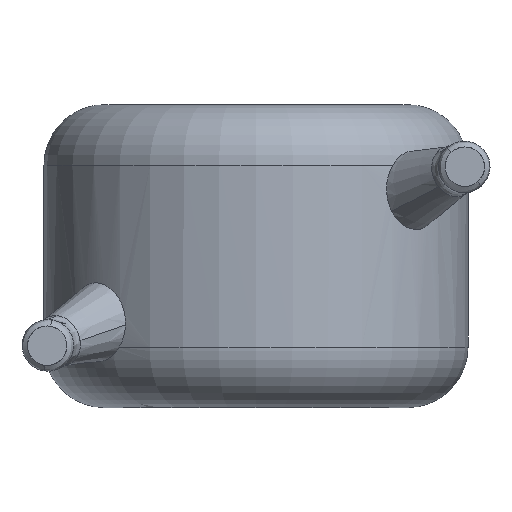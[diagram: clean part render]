
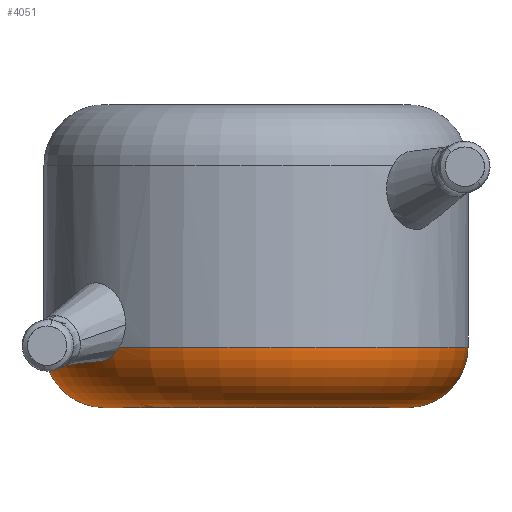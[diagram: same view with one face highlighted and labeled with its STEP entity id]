
A CAD part, front view. The second image highlights one B-rep face of the part: STEP entity #4051.
In plain terms, the highlighted toroidal (fillet/blend) face has major radius 2.5 mm and minor radius 1 mm.
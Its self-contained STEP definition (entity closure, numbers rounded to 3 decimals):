
#69 = B_SPLINE_CURVE_WITH_KNOTS ( 'NONE', 3,
 ( #1883, #2548, #3154, #1205, #602, #2863, #2824, #937, #883, #1257 ),
 .UNSPECIFIED., .F., .F.,
 ( 4, 2, 2, 2, 4 ),
 ( 0., 0., 0.001, 0.001, 0.001 ),
 .UNSPECIFIED. ) ;
#304 = DIRECTION ( 'NONE',  ( 0., -1., 0. ) ) ;
#310 = TOROIDAL_SURFACE ( 'NONE', #716, 2.5, 1. ) ;
#351 = ORIENTED_EDGE ( 'NONE', *, *, #3722, .T. ) ;
#446 = ORIENTED_EDGE ( 'NONE', *, *, #1134, .F. ) ;
#454 = CARTESIAN_POINT ( 'NONE',  ( 0., 0., 1. ) ) ;
#575 = VERTEX_POINT ( 'NONE', #3408 ) ;
#602 = CARTESIAN_POINT ( 'NONE',  ( -2.652, -2.245, 0.771 ) ) ;
#646 = VERTEX_POINT ( 'NONE', #2775 ) ;
#716 = AXIS2_PLACEMENT_3D ( 'NONE', #454, #1540, #1555 ) ;
#776 = CARTESIAN_POINT ( 'NONE',  ( -2.5, 0., 1. ) ) ;
#791 = DIRECTION ( 'NONE',  ( 0., 1., 0. ) ) ;
#804 = DIRECTION ( 'NONE',  ( 1., 0., 0. ) ) ;
#883 = CARTESIAN_POINT ( 'NONE',  ( -2.301, -2.638, 0.925 ) ) ;
#937 = CARTESIAN_POINT ( 'NONE',  ( -2.352, -2.582, 0.865 ) ) ;
#947 = AXIS2_PLACEMENT_3D ( 'NONE', #2547, #304, #1945 ) ;
#1059 = EDGE_LOOP ( 'NONE', ( #2712, #2786, #351, #446, #3036, #1474 ) ) ;
#1063 = DIRECTION ( 'NONE',  ( 0., 0., 1. ) ) ;
#1085 = DIRECTION ( 'NONE',  ( 0., 0., 1. ) ) ;
#1134 = EDGE_CURVE ( 'NONE', #646, #4006, #4030, .T. ) ;
#1205 = CARTESIAN_POINT ( 'NONE',  ( -2.715, -2.178, 0.793 ) ) ;
#1220 = CIRCLE ( 'NONE', #3384, 3.5 ) ;
#1257 = CARTESIAN_POINT ( 'NONE',  ( -2.256, -2.675, 1. ) ) ;
#1474 = ORIENTED_EDGE ( 'NONE', *, *, #3241, .F. ) ;
#1536 = CARTESIAN_POINT ( 'NONE',  ( -3.5, 0., 1. ) ) ;
#1540 = DIRECTION ( 'NONE',  ( 0., 0., 1. ) ) ;
#1555 = DIRECTION ( 'NONE',  ( 1., 0., 0. ) ) ;
#1626 = CIRCLE ( 'NONE', #2528, 2.5 ) ;
#1706 = CARTESIAN_POINT ( 'NONE',  ( 0., 0., 1. ) ) ;
#1718 = DIRECTION ( 'NONE',  ( 1., 0., 0. ) ) ;
#1756 = CARTESIAN_POINT ( 'NONE',  ( 0., 0., 1. ) ) ;
#1866 = EDGE_CURVE ( 'NONE', #2083, #646, #69, .T. ) ;
#1883 = CARTESIAN_POINT ( 'NONE',  ( -2.913, -1.941, 1. ) ) ;
#1892 = VERTEX_POINT ( 'NONE', #1536 ) ;
#1945 = DIRECTION ( 'NONE',  ( 0., 0., -1. ) ) ;
#2083 = VERTEX_POINT ( 'NONE', #2320 ) ;
#2136 = DIRECTION ( 'NONE',  ( 1., 0., 0. ) ) ;
#2320 = CARTESIAN_POINT ( 'NONE',  ( -2.913, -1.941, 1. ) ) ;
#2427 = CARTESIAN_POINT ( 'NONE',  ( -2.5, 0., 0. ) ) ;
#2435 = DIRECTION ( 'NONE',  ( 0., 0., -1. ) ) ;
#2528 = AXIS2_PLACEMENT_3D ( 'NONE', #3765, #2435, #2136 ) ;
#2547 = CARTESIAN_POINT ( 'NONE',  ( 2.5, 0., 1. ) ) ;
#2548 = CARTESIAN_POINT ( 'NONE',  ( -2.877, -1.995, 0.931 ) ) ;
#2712 = ORIENTED_EDGE ( 'NONE', *, *, #3214, .F. ) ;
#2775 = CARTESIAN_POINT ( 'NONE',  ( -2.256, -2.675, 1. ) ) ;
#2786 = ORIENTED_EDGE ( 'NONE', *, *, #3206, .F. ) ;
#2824 = CARTESIAN_POINT ( 'NONE',  ( -2.464, -2.456, 0.787 ) ) ;
#2863 = CARTESIAN_POINT ( 'NONE',  ( -2.526, -2.384, 0.768 ) ) ;
#2945 = AXIS2_PLACEMENT_3D ( 'NONE', #776, #791, #3050 ) ;
#3036 = ORIENTED_EDGE ( 'NONE', *, *, #1866, .F. ) ;
#3050 = DIRECTION ( 'NONE',  ( -1., 0., 0. ) ) ;
#3154 = CARTESIAN_POINT ( 'NONE',  ( -2.829, -2.051, 0.875 ) ) ;
#3206 = EDGE_CURVE ( 'NONE', #575, #4156, #1626, .T. ) ;
#3214 = EDGE_CURVE ( 'NONE', #4156, #1892, #4247, .T. ) ;
#3241 = EDGE_CURVE ( 'NONE', #1892, #2083, #1220, .T. ) ;
#3324 = AXIS2_PLACEMENT_3D ( 'NONE', #1706, #1063, #1718 ) ;
#3384 = AXIS2_PLACEMENT_3D ( 'NONE', #1756, #1085, #804 ) ;
#3408 = CARTESIAN_POINT ( 'NONE',  ( 2.5, 0., 0. ) ) ;
#3722 = EDGE_CURVE ( 'NONE', #575, #4006, #3928, .T. ) ;
#3765 = CARTESIAN_POINT ( 'NONE',  ( 0., 0., 0. ) ) ;
#3779 = CARTESIAN_POINT ( 'NONE',  ( 3.5, 0., 1. ) ) ;
#3928 = CIRCLE ( 'NONE', #947, 1. ) ;
#4006 = VERTEX_POINT ( 'NONE', #3779 ) ;
#4030 = CIRCLE ( 'NONE', #3324, 3.5 ) ;
#4051 = ADVANCED_FACE ( 'NONE', ( #4075 ), #310, .T. ) ;
#4075 = FACE_OUTER_BOUND ( 'NONE', #1059, .T. ) ;
#4156 = VERTEX_POINT ( 'NONE', #2427 ) ;
#4247 = CIRCLE ( 'NONE', #2945, 1. ) ;
